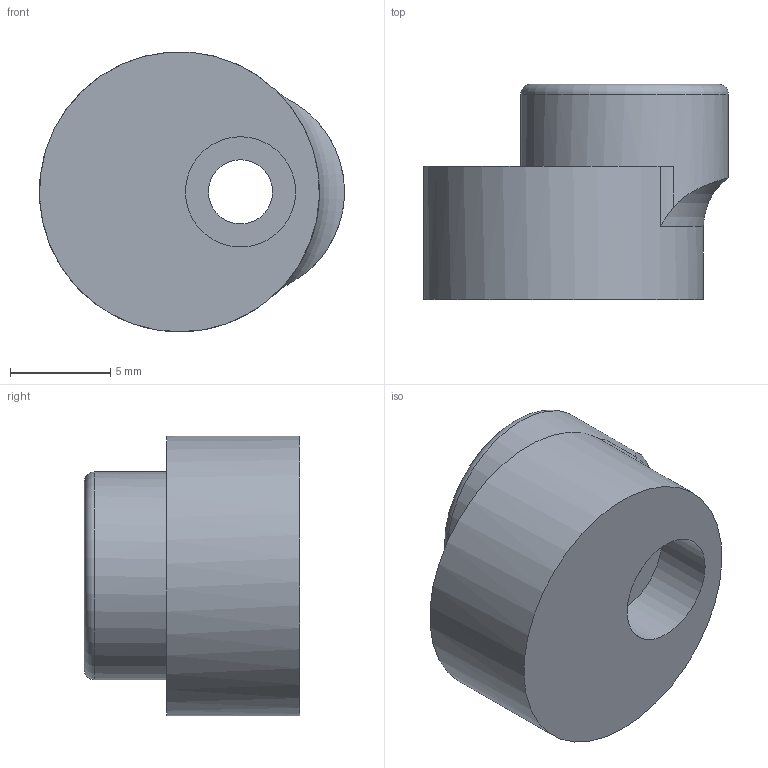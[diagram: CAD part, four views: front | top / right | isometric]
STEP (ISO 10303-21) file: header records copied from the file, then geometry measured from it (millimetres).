
FILE_DESCRIPTION(/* description */ ('STEP AP242','CAx-IF Rec.Pracs.---Representation and Presentation of Product Manufacturing Information (PMI)---4.0---2014-10-13','CAx-IF Rec.Pracs.---3D Tessellated Geometry---0.4---2014-09-14','2;1'),/* implementation_level */ '2;1');
FILE_NAME(/* name */ '65959695562c2666dff5a45b',/* time_stamp */ '2024-01-03T17:17:09Z',/* author */ (''),/* organization */ (''),/* preprocessor_version */ 'ST-DEVELOPER v19.4',/* originating_system */ ' ',/* authorisation */ ' ');
FILE_SCHEMA (('AP242_MANAGED_MODEL_BASED_3D_ENGINEERING_MIM_LF { 1 0 10303 442 1 1 4 }'));
Length unit declared in the file: metre
Products named in the file (1): cam
Bounding box: 15.21 x 10.74 x 13.95 mm (x, y, z)
Volume: 1103.3 mm3; surface area: 979.3 mm2
Topology: 1 solids, 1 shells, 91 faces, 259 edges, 173 vertices
Faces by surface type: plane 56, cylinder 31, cone 2, torus 2
Full cylindrical faces by diameter (mm): 3.2 x1, 5.5 x1, 10.368 x1, 13.97 x1
Entity records: 2990 total; most frequent: CARTESIAN_POINT 675, ORIENTED_EDGE 498, DIRECTION 447, EDGE_CURVE 249, VERTEX_POINT 170, AXIS2_PLACEMENT_3D 159, LINE 129, VECTOR 129
